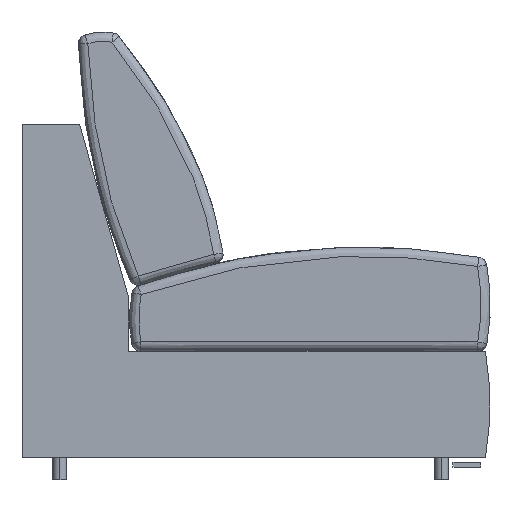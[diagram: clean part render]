
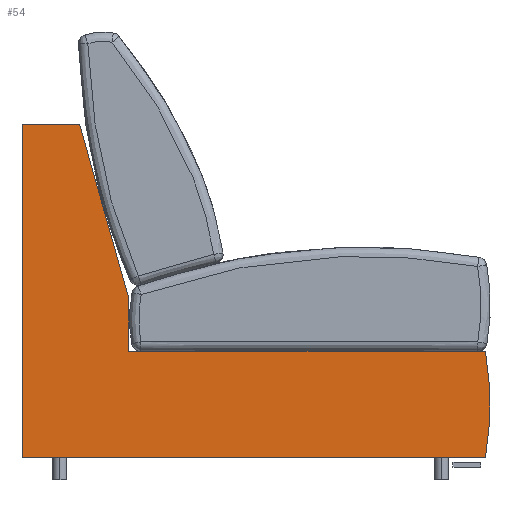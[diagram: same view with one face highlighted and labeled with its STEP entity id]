
A CAD part, left-side view. The second image highlights one B-rep face of the part: STEP entity #54.
In plain terms, the highlighted free-form (B-spline) face has degree [1, 1] with [2, 2] control points.
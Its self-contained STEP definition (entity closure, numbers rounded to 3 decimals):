
#54=ADVANCED_FACE($,(#189),#1435,.T.);
#189=FACE_OUTER_BOUND($,#324,.T.);
#324=EDGE_LOOP($,(#509,#510,#511,#512,#513,#514,#515));
#509=ORIENTED_EDGE($,*,*,#971,.T.);
#510=ORIENTED_EDGE($,*,*,#979,.T.);
#511=ORIENTED_EDGE($,*,*,#978,.T.);
#512=ORIENTED_EDGE($,*,*,#977,.T.);
#513=ORIENTED_EDGE($,*,*,#976,.T.);
#514=ORIENTED_EDGE($,*,*,#975,.T.);
#515=ORIENTED_EDGE($,*,*,#974,.T.);
#971=EDGE_CURVE($,#1208,#1215,#1508,.T.);
#974=EDGE_CURVE($,#1210,#1208,#1474,.T.);
#975=EDGE_CURVE($,#1211,#1210,#1475,.T.);
#976=EDGE_CURVE($,#1212,#1211,#1476,.T.);
#977=EDGE_CURVE($,#1213,#1212,#1477,.T.);
#978=EDGE_CURVE($,#1214,#1213,#1478,.T.);
#979=EDGE_CURVE($,#1215,#1214,#1479,.T.);
#1208=VERTEX_POINT($,#2158);
#1210=VERTEX_POINT($,#2160);
#1211=VERTEX_POINT($,#2161);
#1212=VERTEX_POINT($,#2162);
#1213=VERTEX_POINT($,#2163);
#1214=VERTEX_POINT($,#2164);
#1215=VERTEX_POINT($,#2165);
#1435=B_SPLINE_SURFACE_WITH_KNOTS($,1,1,((#2120,#2121),(#2122,#2123)),.UNSPECIFIED.,
.F.,.F.,.F.,(2,2),(2,2),(-20.1,1000.),(-720.004,
0.),.UNSPECIFIED.);
#1474=B_SPLINE_CURVE_WITH_KNOTS($,1,(#2084,#2085),.UNSPECIFIED.,.F.,.F.,
(2,2),(5.,6.),.UNSPECIFIED.);
#1475=B_SPLINE_CURVE_WITH_KNOTS($,1,(#2086,#2087),.UNSPECIFIED.,.F.,.F.,
(2,2),(4.,5.),.UNSPECIFIED.);
#1476=B_SPLINE_CURVE_WITH_KNOTS($,1,(#2088,#2089),.UNSPECIFIED.,.F.,.F.,
(2,2),(3.,4.),.UNSPECIFIED.);
#1477=B_SPLINE_CURVE_WITH_KNOTS($,1,(#2090,#2091),.UNSPECIFIED.,.F.,.F.,
(2,2),(2.,3.),.UNSPECIFIED.);
#1478=B_SPLINE_CURVE_WITH_KNOTS($,1,(#2092,#2093),.UNSPECIFIED.,.F.,.F.,
(2,2),(1.,2.),.UNSPECIFIED.);
#1479=B_SPLINE_CURVE_WITH_KNOTS($,1,(#2094,#2095),.UNSPECIFIED.,.F.,.F.,
(2,2),(0.,1.),.UNSPECIFIED.);
#1508=(
BOUNDED_CURVE()
B_SPLINE_CURVE(2,(#2076,#2077,#2078),.UNSPECIFIED.,.F.,.F.)
B_SPLINE_CURVE_WITH_KNOTS((3,3),(-231.158,0.),.UNSPECIFIED.)
CURVE()
GEOMETRIC_REPRESENTATION_ITEM()
RATIONAL_B_SPLINE_CURVE((1.,0.985,1.))
REPRESENTATION_ITEM($)
);
#2076=CARTESIAN_POINT($,(79468.849,658.264,-60.));
#2077=CARTESIAN_POINT($,(79468.849,638.111,55.));
#2078=CARTESIAN_POINT($,(79468.849,658.264,170.));
#2084=CARTESIAN_POINT($,(79468.849,1658.264,-60.));
#2085=CARTESIAN_POINT($,(79468.849,658.264,-60.));
#2086=CARTESIAN_POINT($,(79468.849,1658.245,660.004));
#2087=CARTESIAN_POINT($,(79468.849,1658.264,-60.));
#2088=CARTESIAN_POINT($,(79468.849,1533.846,660.));
#2089=CARTESIAN_POINT($,(79468.849,1658.245,660.004));
#2090=CARTESIAN_POINT($,(79468.849,1428.264,285.));
#2091=CARTESIAN_POINT($,(79468.849,1533.846,660.));
#2092=CARTESIAN_POINT($,(79468.849,1428.264,170.));
#2093=CARTESIAN_POINT($,(79468.849,1428.264,285.));
#2094=CARTESIAN_POINT($,(79468.849,658.264,170.));
#2095=CARTESIAN_POINT($,(79468.849,1428.264,170.));
#2120=CARTESIAN_POINT($,(79468.849,638.164,660.004));
#2121=CARTESIAN_POINT($,(79468.849,638.164,-60.));
#2122=CARTESIAN_POINT($,(79468.849,1658.264,660.004));
#2123=CARTESIAN_POINT($,(79468.849,1658.264,-60.));
#2158=CARTESIAN_POINT($,(79468.849,658.264,-60.));
#2160=CARTESIAN_POINT($,(79468.849,1658.264,-60.));
#2161=CARTESIAN_POINT($,(79468.849,1658.245,660.004));
#2162=CARTESIAN_POINT($,(79468.849,1533.846,660.));
#2163=CARTESIAN_POINT($,(79468.849,1428.264,285.));
#2164=CARTESIAN_POINT($,(79468.849,1428.264,170.));
#2165=CARTESIAN_POINT($,(79468.849,658.264,170.));
